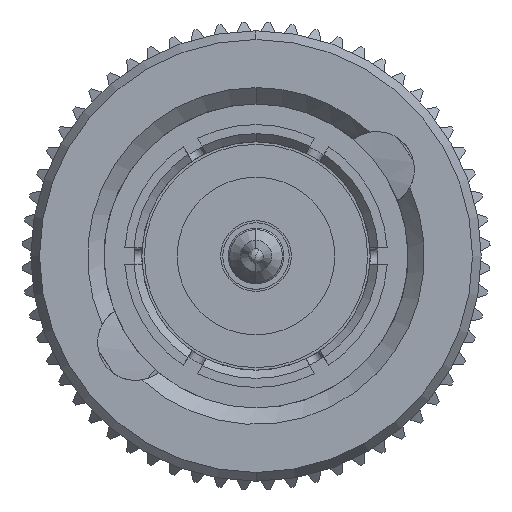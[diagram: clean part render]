
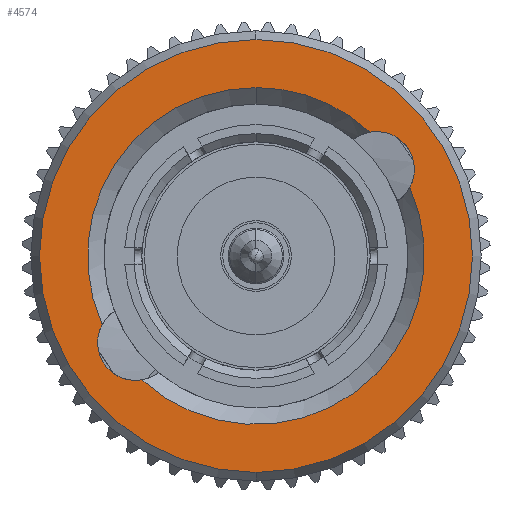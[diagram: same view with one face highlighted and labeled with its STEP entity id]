
A CAD part, front view. The second image highlights one B-rep face of the part: STEP entity #4574.
In plain terms, the highlighted face is planar.
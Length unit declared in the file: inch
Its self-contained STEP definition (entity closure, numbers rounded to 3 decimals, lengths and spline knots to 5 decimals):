
#424 = DIRECTION ( 'NONE',  ( 0., 0., 1. ) ) ;
#504 = ORIENTED_EDGE ( 'NONE', *, *, #10732, .T. ) ;
#624 = CIRCLE ( 'NONE', #13977, 0.26339 ) ;
#1008 = CARTESIAN_POINT ( 'NONE',  ( 0.33873, 0.14666, -0.10533 ) ) ;
#1026 = ORIENTED_EDGE ( 'NONE', *, *, #8183, .T. ) ;
#1037 = DIRECTION ( 'NONE',  ( 0., 0., 1. ) ) ;
#1562 = ORIENTED_EDGE ( 'NONE', *, *, #17005, .F. ) ;
#1862 = EDGE_LOOP ( 'NONE', ( #9394, #2819, #7259, #1026, #2181, #504 ) ) ;
#2043 = AXIS2_PLACEMENT_3D ( 'NONE', #13552, #16301, #13362 ) ;
#2181 = ORIENTED_EDGE ( 'NONE', *, *, #13275, .T. ) ;
#2437 = AXIS2_PLACEMENT_3D ( 'NONE', #6783, #12699, #16871 ) ;
#2759 = VERTEX_POINT ( 'NONE', #12489 ) ;
#2819 = ORIENTED_EDGE ( 'NONE', *, *, #12180, .T. ) ;
#2834 = CIRCLE ( 'NONE', #13463, 0.20494 ) ;
#2865 = VERTEX_POINT ( 'NONE', #12949 ) ;
#3151 = AXIS2_PLACEMENT_3D ( 'NONE', #13934, #7066, #5299 ) ;
#3597 = VERTEX_POINT ( 'NONE', #13813 ) ;
#4574 = ADVANCED_FACE ( 'NONE', ( #14743, #12684 ), #11263, .F. ) ;
#4709 = CARTESIAN_POINT ( 'NONE',  ( 0.33873, 0., 0. ) ) ;
#4900 = VERTEX_POINT ( 'NONE', #18440 ) ;
#4976 = DIRECTION ( 'NONE',  ( 0., 0., -1. ) ) ;
#5299 = DIRECTION ( 'NONE',  ( 0., 0., 1. ) ) ;
#5465 = VERTEX_POINT ( 'NONE', #13651 ) ;
#6100 = AXIS2_PLACEMENT_3D ( 'NONE', #4709, #10499, #424 ) ;
#6467 = CIRCLE ( 'NONE', #3151, 0.04611 ) ;
#6783 = CARTESIAN_POINT ( 'NONE',  ( 0.33873, -0.14666, 0.10533 ) ) ;
#7029 = CIRCLE ( 'NONE', #12530, 0.26339 ) ;
#7066 = DIRECTION ( 'NONE',  ( 1., 0., 0. ) ) ;
#7112 = DIRECTION ( 'NONE',  ( 1., 0., 0. ) ) ;
#7259 = ORIENTED_EDGE ( 'NONE', *, *, #10274, .T. ) ;
#7390 = AXIS2_PLACEMENT_3D ( 'NONE', #1008, #13835, #18110 ) ;
#8168 = ORIENTED_EDGE ( 'NONE', *, *, #15410, .F. ) ;
#8183 = EDGE_CURVE ( 'NONE', #2865, #4900, #12787, .T. ) ;
#8272 = VERTEX_POINT ( 'NONE', #11805 ) ;
#8452 = CARTESIAN_POINT ( 'NONE',  ( 0.33873, 0., 0. ) ) ;
#8497 = CIRCLE ( 'NONE', #2437, 0.04611 ) ;
#8586 = CARTESIAN_POINT ( 'NONE',  ( 0.33873, 0.18721, -0.08339 ) ) ;
#9394 = ORIENTED_EDGE ( 'NONE', *, *, #15460, .T. ) ;
#9802 = DIRECTION ( 'NONE',  ( 1., 0., 0. ) ) ;
#9948 = VERTEX_POINT ( 'NONE', #16060 ) ;
#10172 = CARTESIAN_POINT ( 'NONE',  ( 0.33873, 0., 0. ) ) ;
#10274 = EDGE_CURVE ( 'NONE', #15187, #2865, #2834, .T. ) ;
#10389 = CIRCLE ( 'NONE', #12226, 0.20494 ) ;
#10499 = DIRECTION ( 'NONE',  ( 1., 0., 0. ) ) ;
#10715 = EDGE_LOOP ( 'NONE', ( #8168, #1562 ) ) ;
#10732 = EDGE_CURVE ( 'NONE', #2759, #5465, #6467, .T. ) ;
#11263 = PLANE ( 'NONE',  #2043 ) ;
#11506 = DIRECTION ( 'NONE',  ( 0., 0., 1. ) ) ;
#11805 = CARTESIAN_POINT ( 'NONE',  ( 0.33873, 0., 0.26339 ) ) ;
#11969 = CIRCLE ( 'NONE', #7390, 0.04611 ) ;
#12095 = CARTESIAN_POINT ( 'NONE',  ( 0.33873, 0., 0. ) ) ;
#12180 = EDGE_CURVE ( 'NONE', #9948, #15187, #11969, .T. ) ;
#12226 = AXIS2_PLACEMENT_3D ( 'NONE', #10172, #7112, #11506 ) ;
#12489 = CARTESIAN_POINT ( 'NONE',  ( 0.33873, -0.14666, 0.15144 ) ) ;
#12530 = AXIS2_PLACEMENT_3D ( 'NONE', #8452, #9802, #15776 ) ;
#12684 = FACE_OUTER_BOUND ( 'NONE', #10715, .T. ) ;
#12699 = DIRECTION ( 'NONE',  ( 1., 0., 0. ) ) ;
#12787 = CIRCLE ( 'NONE', #6100, 0.20494 ) ;
#12949 = CARTESIAN_POINT ( 'NONE',  ( 0.33873, 0., 0.20494 ) ) ;
#13275 = EDGE_CURVE ( 'NONE', #4900, #2759, #8497, .T. ) ;
#13362 = DIRECTION ( 'NONE',  ( 0., 0., -1. ) ) ;
#13463 = AXIS2_PLACEMENT_3D ( 'NONE', #17170, #18705, #1037 ) ;
#13552 = CARTESIAN_POINT ( 'NONE',  ( 0.33873, 0., -0.26339 ) ) ;
#13651 = CARTESIAN_POINT ( 'NONE',  ( 0.33873, -0.18721, 0.08339 ) ) ;
#13711 = DIRECTION ( 'NONE',  ( 1., 0., 0. ) ) ;
#13813 = CARTESIAN_POINT ( 'NONE',  ( 0.33873, 0., -0.26339 ) ) ;
#13835 = DIRECTION ( 'NONE',  ( 1., 0., 0. ) ) ;
#13934 = CARTESIAN_POINT ( 'NONE',  ( 0.33873, -0.14666, 0.10533 ) ) ;
#13977 = AXIS2_PLACEMENT_3D ( 'NONE', #12095, #13711, #4976 ) ;
#14743 = FACE_BOUND ( 'NONE', #1862, .T. ) ;
#15187 = VERTEX_POINT ( 'NONE', #8586 ) ;
#15410 = EDGE_CURVE ( 'NONE', #3597, #8272, #7029, .T. ) ;
#15460 = EDGE_CURVE ( 'NONE', #5465, #9948, #10389, .T. ) ;
#15776 = DIRECTION ( 'NONE',  ( 0., 0., -1. ) ) ;
#16060 = CARTESIAN_POINT ( 'NONE',  ( 0.33873, 0.13882, -0.15077 ) ) ;
#16301 = DIRECTION ( 'NONE',  ( 1., 0., 0. ) ) ;
#16871 = DIRECTION ( 'NONE',  ( 0., 0., 1. ) ) ;
#17005 = EDGE_CURVE ( 'NONE', #8272, #3597, #624, .T. ) ;
#17170 = CARTESIAN_POINT ( 'NONE',  ( 0.33873, 0., 0. ) ) ;
#18110 = DIRECTION ( 'NONE',  ( 0., 0., 1. ) ) ;
#18440 = CARTESIAN_POINT ( 'NONE',  ( 0.33873, -0.13882, 0.15077 ) ) ;
#18705 = DIRECTION ( 'NONE',  ( 1., 0., 0. ) ) ;
